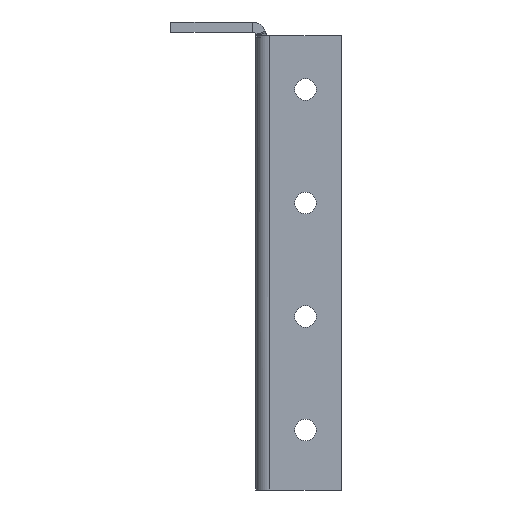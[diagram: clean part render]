
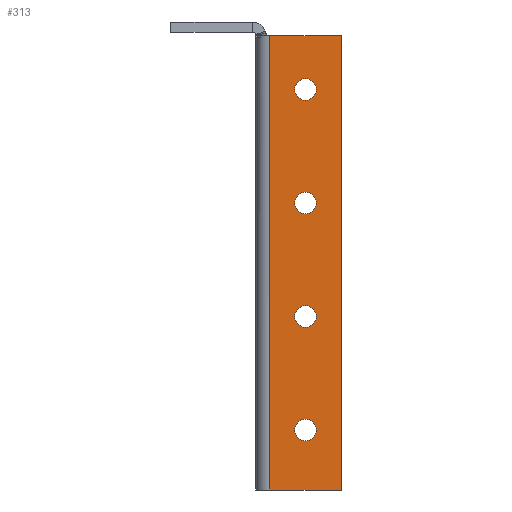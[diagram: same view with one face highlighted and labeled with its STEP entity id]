
A CAD part, left-side view. The second image highlights one B-rep face of the part: STEP entity #313.
In plain terms, the highlighted planar face has unit normal (-1, 0, 0).
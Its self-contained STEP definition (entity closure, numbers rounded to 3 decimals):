
#20 = CARTESIAN_POINT ( 'NONE',  ( -244.844, -19.05, -12.7 ) ) ;
#142 = LINE ( 'NONE', #4022, #2605 ) ;
#207 = EDGE_CURVE ( 'NONE', #2610, #3010, #3932, .T. ) ;
#313 = ADVANCED_FACE ( 'NONE', ( #4995, #4610, #2646, #4215, #3834 ), #4890, .F. ) ;
#345 = CARTESIAN_POINT ( 'NONE',  ( -244.844, -8.661, 76.9 ) ) ;
#397 = VERTEX_POINT ( 'NONE', #4311 ) ;
#410 = CARTESIAN_POINT ( 'NONE',  ( -244.844, -19.05, -12.7 ) ) ;
#499 = DIRECTION ( 'NONE',  ( -1., 0., 0. ) ) ;
#532 = DIRECTION ( 'NONE',  ( -1., 0., 0. ) ) ;
#561 = ORIENTED_EDGE ( 'NONE', *, *, #745, .T. ) ;
#596 = LINE ( 'NONE', #4868, #4056 ) ;
#605 = AXIS2_PLACEMENT_3D ( 'NONE', #1082, #1798, #3456 ) ;
#627 = VERTEX_POINT ( 'NONE', #1811 ) ;
#718 = DIRECTION ( 'NONE',  ( 0., -1., 0. ) ) ;
#745 = EDGE_CURVE ( 'NONE', #2170, #3435, #596, .T. ) ;
#757 = DIRECTION ( 'NONE',  ( -1., 0., 0. ) ) ;
#761 = DIRECTION ( 'NONE',  ( 0., -1., 0. ) ) ;
#771 = ORIENTED_EDGE ( 'NONE', *, *, #3040, .F. ) ;
#774 = CARTESIAN_POINT ( 'NONE',  ( -244.844, -19.05, 88.9 ) ) ;
#783 = CIRCLE ( 'NONE', #1687, 2.413 ) ;
#789 = DIRECTION ( 'NONE',  ( -1., 0., 0. ) ) ;
#803 = CARTESIAN_POINT ( 'NONE',  ( -244.844, -3.099, 88.9 ) ) ;
#852 = EDGE_LOOP ( 'NONE', ( #3043, #1277 ) ) ;
#886 = DIRECTION ( 'NONE',  ( 0., -1., 0. ) ) ;
#906 = ORIENTED_EDGE ( 'NONE', *, *, #1610, .F. ) ;
#922 = EDGE_CURVE ( 'NONE', #4802, #2468, #1351, .T. ) ;
#1012 = AXIS2_PLACEMENT_3D ( 'NONE', #4698, #5088, #3521 ) ;
#1045 = DIRECTION ( 'NONE',  ( -1., 0., 0. ) ) ;
#1082 = CARTESIAN_POINT ( 'NONE',  ( -244.844, -11.074, 76.9 ) ) ;
#1277 = ORIENTED_EDGE ( 'NONE', *, *, #4440, .F. ) ;
#1282 = AXIS2_PLACEMENT_3D ( 'NONE', #4720, #757, #2313 ) ;
#1283 = AXIS2_PLACEMENT_3D ( 'NONE', #4444, #532, #2853 ) ;
#1351 = CIRCLE ( 'NONE', #605, 2.413 ) ;
#1373 = ORIENTED_EDGE ( 'NONE', *, *, #4672, .F. ) ;
#1399 = ORIENTED_EDGE ( 'NONE', *, *, #922, .F. ) ;
#1402 = VERTEX_POINT ( 'NONE', #3427 ) ;
#1535 = CARTESIAN_POINT ( 'NONE',  ( -244.844, -11.074, 26.1 ) ) ;
#1596 = EDGE_LOOP ( 'NONE', ( #561, #2433, #3098, #3644 ) ) ;
#1610 = EDGE_CURVE ( 'NONE', #627, #3438, #1913, .T. ) ;
#1687 = AXIS2_PLACEMENT_3D ( 'NONE', #2506, #499, #886 ) ;
#1753 = CIRCLE ( 'NONE', #2497, 2.413 ) ;
#1798 = DIRECTION ( 'NONE',  ( -1., 0., 0. ) ) ;
#1811 = CARTESIAN_POINT ( 'NONE',  ( -244.844, -8.661, 51.5 ) ) ;
#1824 = EDGE_CURVE ( 'NONE', #2468, #4802, #1753, .T. ) ;
#1852 = VECTOR ( 'NONE', #3241, 1000. ) ;
#1913 = CIRCLE ( 'NONE', #3158, 2.413 ) ;
#2170 = VERTEX_POINT ( 'NONE', #774 ) ;
#2313 = DIRECTION ( 'NONE',  ( 0., -1., 0. ) ) ;
#2366 = CARTESIAN_POINT ( 'NONE',  ( -244.844, -11.074, 76.9 ) ) ;
#2406 = VERTEX_POINT ( 'NONE', #2465 ) ;
#2433 = ORIENTED_EDGE ( 'NONE', *, *, #4007, .F. ) ;
#2465 = CARTESIAN_POINT ( 'NONE',  ( -244.844, -13.487, 0.7 ) ) ;
#2468 = VERTEX_POINT ( 'NONE', #4103 ) ;
#2497 = AXIS2_PLACEMENT_3D ( 'NONE', #2366, #4240, #718 ) ;
#2506 = CARTESIAN_POINT ( 'NONE',  ( -244.844, -11.074, 51.5 ) ) ;
#2522 = CARTESIAN_POINT ( 'NONE',  ( -244.844, -3.099, 88.9 ) ) ;
#2594 = AXIS2_PLACEMENT_3D ( 'NONE', #1535, #789, #761 ) ;
#2605 = VECTOR ( 'NONE', #3224, 1000. ) ;
#2610 = VERTEX_POINT ( 'NONE', #20 ) ;
#2617 = CARTESIAN_POINT ( 'NONE',  ( -244.844, -11.074, 0.7 ) ) ;
#2646 = FACE_BOUND ( 'NONE', #4717, .T. ) ;
#2662 = EDGE_CURVE ( 'NONE', #1402, #2705, #4814, .T. ) ;
#2705 = VERTEX_POINT ( 'NONE', #3156 ) ;
#2809 = EDGE_CURVE ( 'NONE', #2406, #397, #4986, .T. ) ;
#2853 = DIRECTION ( 'NONE',  ( 0., -1., 0. ) ) ;
#2978 = DIRECTION ( 'NONE',  ( 0., -1., 0. ) ) ;
#3010 = VERTEX_POINT ( 'NONE', #3976 ) ;
#3040 = EDGE_CURVE ( 'NONE', #3438, #627, #783, .T. ) ;
#3043 = ORIENTED_EDGE ( 'NONE', *, *, #2662, .F. ) ;
#3065 = VECTOR ( 'NONE', #3455, 1000. ) ;
#3098 = ORIENTED_EDGE ( 'NONE', *, *, #207, .F. ) ;
#3156 = CARTESIAN_POINT ( 'NONE',  ( -244.844, -8.661, 26.1 ) ) ;
#3158 = AXIS2_PLACEMENT_3D ( 'NONE', #3343, #4916, #2978 ) ;
#3224 = DIRECTION ( 'NONE',  ( 0., 0., 1. ) ) ;
#3241 = DIRECTION ( 'NONE',  ( 0., 0., 1. ) ) ;
#3277 = DIRECTION ( 'NONE',  ( 0., 1., 0. ) ) ;
#3343 = CARTESIAN_POINT ( 'NONE',  ( -244.844, -11.074, 51.5 ) ) ;
#3411 = EDGE_CURVE ( 'NONE', #2610, #2170, #142, .T. ) ;
#3427 = CARTESIAN_POINT ( 'NONE',  ( -244.844, -13.487, 26.1 ) ) ;
#3435 = VERTEX_POINT ( 'NONE', #803 ) ;
#3438 = VERTEX_POINT ( 'NONE', #4746 ) ;
#3455 = DIRECTION ( 'NONE',  ( 0., 1., 0. ) ) ;
#3456 = DIRECTION ( 'NONE',  ( 0., -1., 0. ) ) ;
#3498 = CIRCLE ( 'NONE', #1282, 2.413 ) ;
#3521 = DIRECTION ( 'NONE',  ( 0., 1., 0. ) ) ;
#3644 = ORIENTED_EDGE ( 'NONE', *, *, #3411, .T. ) ;
#3809 = ORIENTED_EDGE ( 'NONE', *, *, #1824, .F. ) ;
#3834 = FACE_OUTER_BOUND ( 'NONE', #1596, .T. ) ;
#3838 = CIRCLE ( 'NONE', #4908, 2.413 ) ;
#3916 = EDGE_LOOP ( 'NONE', ( #3809, #1399 ) ) ;
#3932 = LINE ( 'NONE', #410, #3065 ) ;
#3934 = LINE ( 'NONE', #2522, #1852 ) ;
#3976 = CARTESIAN_POINT ( 'NONE',  ( -244.844, -3.099, -12.7 ) ) ;
#4007 = EDGE_CURVE ( 'NONE', #3010, #3435, #3934, .T. ) ;
#4022 = CARTESIAN_POINT ( 'NONE',  ( -244.844, -19.05, 0. ) ) ;
#4056 = VECTOR ( 'NONE', #3277, 1000. ) ;
#4103 = CARTESIAN_POINT ( 'NONE',  ( -244.844, -13.487, 76.9 ) ) ;
#4186 = DIRECTION ( 'NONE',  ( 0., -1., 0. ) ) ;
#4215 = FACE_BOUND ( 'NONE', #3916, .T. ) ;
#4240 = DIRECTION ( 'NONE',  ( -1., 0., 0. ) ) ;
#4311 = CARTESIAN_POINT ( 'NONE',  ( -244.844, -8.661, 0.7 ) ) ;
#4440 = EDGE_CURVE ( 'NONE', #2705, #1402, #3498, .T. ) ;
#4444 = CARTESIAN_POINT ( 'NONE',  ( -244.844, -11.074, 0.7 ) ) ;
#4572 = ORIENTED_EDGE ( 'NONE', *, *, #2809, .F. ) ;
#4610 = FACE_BOUND ( 'NONE', #852, .T. ) ;
#4672 = EDGE_CURVE ( 'NONE', #397, #2406, #3838, .T. ) ;
#4698 = CARTESIAN_POINT ( 'NONE',  ( -244.844, 0., 0. ) ) ;
#4717 = EDGE_LOOP ( 'NONE', ( #771, #906 ) ) ;
#4720 = CARTESIAN_POINT ( 'NONE',  ( -244.844, -11.074, 26.1 ) ) ;
#4746 = CARTESIAN_POINT ( 'NONE',  ( -244.844, -13.487, 51.5 ) ) ;
#4802 = VERTEX_POINT ( 'NONE', #345 ) ;
#4814 = CIRCLE ( 'NONE', #2594, 2.413 ) ;
#4851 = EDGE_LOOP ( 'NONE', ( #4572, #1373 ) ) ;
#4868 = CARTESIAN_POINT ( 'NONE',  ( -244.844, 0., 88.9 ) ) ;
#4890 = PLANE ( 'NONE',  #1012 ) ;
#4908 = AXIS2_PLACEMENT_3D ( 'NONE', #2617, #1045, #4186 ) ;
#4916 = DIRECTION ( 'NONE',  ( -1., 0., 0. ) ) ;
#4986 = CIRCLE ( 'NONE', #1283, 2.413 ) ;
#4995 = FACE_BOUND ( 'NONE', #4851, .T. ) ;
#5088 = DIRECTION ( 'NONE',  ( 1., 0., 0. ) ) ;
